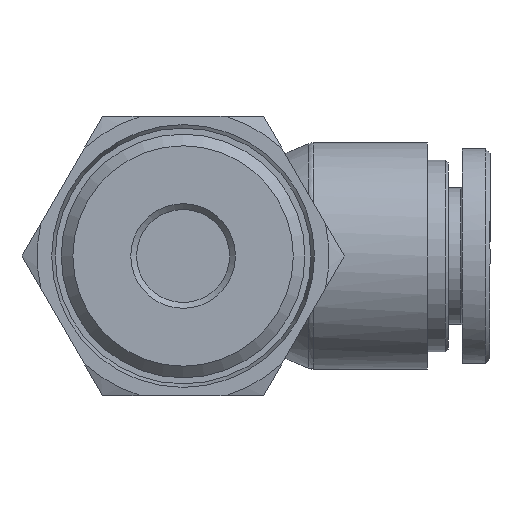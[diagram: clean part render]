
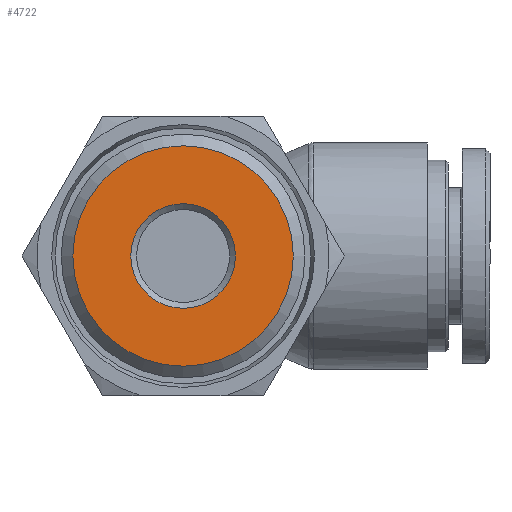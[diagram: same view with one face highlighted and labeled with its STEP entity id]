
A CAD part, front view. The second image highlights one B-rep face of the part: STEP entity #4722.
In plain terms, the highlighted face is planar.
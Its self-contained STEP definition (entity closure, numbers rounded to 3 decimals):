
#4691=CARTESIAN_POINT('',(-30.8,0.,-4.5));
#4692=VERTEX_POINT('',#4691);
#4693=CARTESIAN_POINT('',(-30.8,0.,0.0));
#4694=DIRECTION('',(-1.0,0.0,0.0));
#4695=DIRECTION('',(0.0,0.0,1.0));
#4696=AXIS2_PLACEMENT_3D('',#4693,#4694,#4695);
#4697=CIRCLE('',#4696,4.5);
#4698=EDGE_CURVE('',#4692,#4692,#4697,.T.);
#4703=CARTESIAN_POINT('',(-30.8,5.239,0.0));
#4704=DIRECTION('',(-1.0,0.0,0.0));
#4705=DIRECTION('',(0.0,0.0,1.0));
#4706=AXIS2_PLACEMENT_3D('',#4703,#4704,#4705);
#4707=PLANE('',#4706);
#4708=CARTESIAN_POINT('',(-30.8,9.477,0.));
#4709=VERTEX_POINT('',#4708);
#4710=CARTESIAN_POINT('',(-30.8,0.,0.0));
#4711=DIRECTION('',(1.0,0.0,0.0));
#4712=DIRECTION('',(0.0,-1.0,0.0));
#4713=AXIS2_PLACEMENT_3D('',#4710,#4711,#4712);
#4714=CIRCLE('',#4713,9.477);
#4715=EDGE_CURVE('',#4709,#4709,#4714,.T.);
#4716=ORIENTED_EDGE('',*,*,#4715,.F.);
#4717=EDGE_LOOP('',(#4716));
#4718=FACE_OUTER_BOUND('',#4717,.T.);
#4719=ORIENTED_EDGE('',*,*,#4698,.F.);
#4720=EDGE_LOOP('',(#4719));
#4721=FACE_BOUND('',#4720,.T.);
#4722=ADVANCED_FACE('',(#4718,#4721),#4707,.T.);
